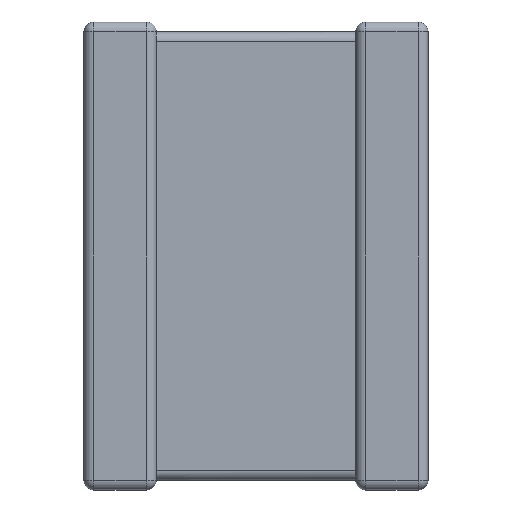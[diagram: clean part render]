
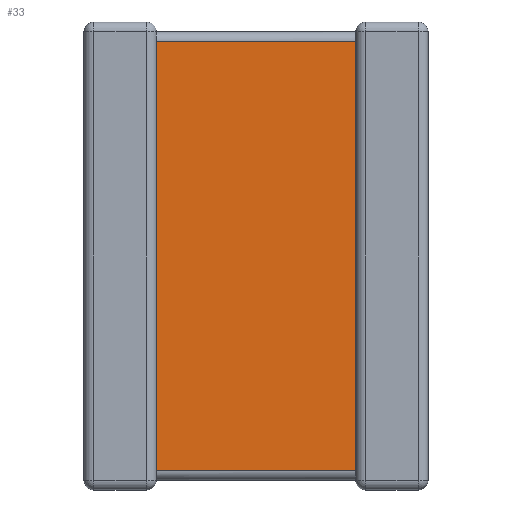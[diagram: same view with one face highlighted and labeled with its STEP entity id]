
A CAD part, front view. The second image highlights one B-rep face of the part: STEP entity #33.
In plain terms, the highlighted planar face has unit normal (0, -1, 0).
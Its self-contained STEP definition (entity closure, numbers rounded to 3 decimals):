
#33 = ADVANCED_FACE ( 'NONE', ( #4232 ), #285, .T. ) ;
#208 = VERTEX_POINT ( 'NONE', #3894 ) ;
#209 = DIRECTION ( 'NONE',  ( 0., -1., 0. ) ) ;
#285 = PLANE ( 'NONE',  #3500 ) ;
#463 = EDGE_CURVE ( 'NONE', #208, #1861, #4596, .T. ) ;
#557 = LINE ( 'NONE', #2979, #3990 ) ;
#887 = DIRECTION ( 'NONE',  ( 1., 0., 0. ) ) ;
#1013 = LINE ( 'NONE', #4308, #2791 ) ;
#1072 = ORIENTED_EDGE ( 'NONE', *, *, #1454, .T. ) ;
#1123 = DIRECTION ( 'NONE',  ( 0., 0., 1. ) ) ;
#1246 = VERTEX_POINT ( 'NONE', #1889 ) ;
#1281 = CARTESIAN_POINT ( 'NONE',  ( 1.05, 0.141, -6.8 ) ) ;
#1365 = DIRECTION ( 'NONE',  ( 0., 0., 1. ) ) ;
#1454 = EDGE_CURVE ( 'NONE', #208, #1246, #557, .T. ) ;
#1531 = LINE ( 'NONE', #2974, #1953 ) ;
#1555 = ORIENTED_EDGE ( 'NONE', *, *, #2423, .T. ) ;
#1755 = CARTESIAN_POINT ( 'NONE',  ( 1.05, 0.141, -6.8 ) ) ;
#1861 = VERTEX_POINT ( 'NONE', #3222 ) ;
#1889 = CARTESIAN_POINT ( 'NONE',  ( 3.95, 0.141, -6.517 ) ) ;
#1953 = VECTOR ( 'NONE', #1123, 1000. ) ;
#1990 = DIRECTION ( 'NONE',  ( 0., 0., -1. ) ) ;
#2046 = CARTESIAN_POINT ( 'NONE',  ( 3.95, 0.141, -0.283 ) ) ;
#2052 = DIRECTION ( 'NONE',  ( -1., 0., 0. ) ) ;
#2423 = EDGE_CURVE ( 'NONE', #2700, #1861, #1013, .T. ) ;
#2483 = EDGE_CURVE ( 'NONE', #1246, #2700, #1531, .T. ) ;
#2700 = VERTEX_POINT ( 'NONE', #2046 ) ;
#2791 = VECTOR ( 'NONE', #2052, 1000. ) ;
#2974 = CARTESIAN_POINT ( 'NONE',  ( 3.95, 0.141, -6.8 ) ) ;
#2979 = CARTESIAN_POINT ( 'NONE',  ( 3.95, 0.141, -6.517 ) ) ;
#3222 = CARTESIAN_POINT ( 'NONE',  ( 1.05, 0.141, -0.283 ) ) ;
#3467 = EDGE_LOOP ( 'NONE', ( #3931, #1072, #3735, #1555 ) ) ;
#3500 = AXIS2_PLACEMENT_3D ( 'NONE', #1281, #209, #1990 ) ;
#3735 = ORIENTED_EDGE ( 'NONE', *, *, #2483, .T. ) ;
#3894 = CARTESIAN_POINT ( 'NONE',  ( 1.05, 0.141, -6.517 ) ) ;
#3931 = ORIENTED_EDGE ( 'NONE', *, *, #463, .F. ) ;
#3990 = VECTOR ( 'NONE', #887, 1000. ) ;
#4218 = VECTOR ( 'NONE', #1365, 1000. ) ;
#4232 = FACE_OUTER_BOUND ( 'NONE', #3467, .T. ) ;
#4308 = CARTESIAN_POINT ( 'NONE',  ( 1.05, 0.141, -0.283 ) ) ;
#4596 = LINE ( 'NONE', #1755, #4218 ) ;
